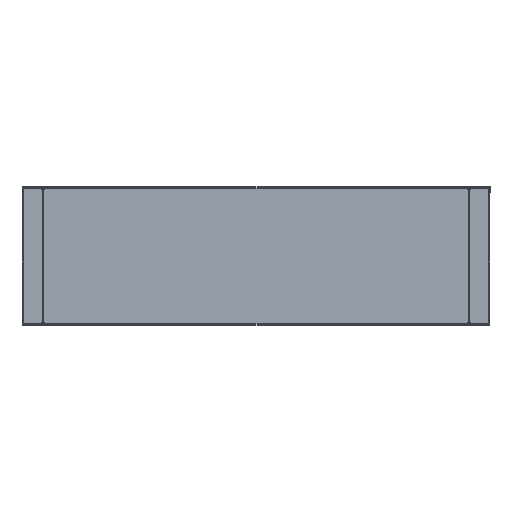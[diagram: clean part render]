
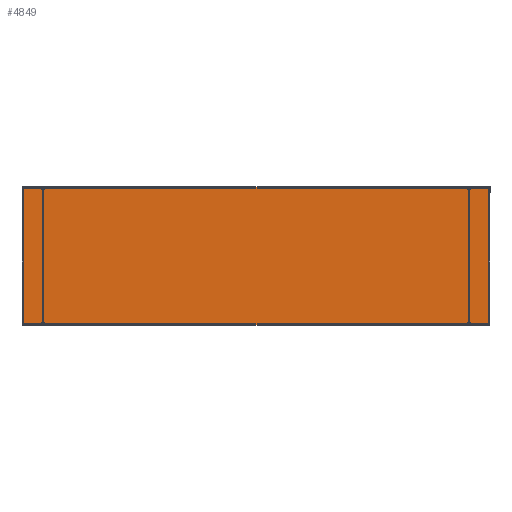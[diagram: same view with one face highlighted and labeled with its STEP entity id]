
A CAD part, top view. The second image highlights one B-rep face of the part: STEP entity #4849.
In plain terms, the highlighted face is planar.
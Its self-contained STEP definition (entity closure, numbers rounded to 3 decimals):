
#789 = DIRECTION ( 'NONE',  ( 1., 0., 0. ) ) ;
#1387 = LINE ( 'NONE', #6061, #25515 ) ;
#3417 = CARTESIAN_POINT ( 'NONE',  ( 49.7, -10., 335. ) ) ;
#3791 = ORIENTED_EDGE ( 'NONE', *, *, #7051, .F. ) ;
#4471 = AXIS2_PLACEMENT_3D ( 'NONE', #6196, #19202, #23446 ) ;
#4521 = ORIENTED_EDGE ( 'NONE', *, *, #13590, .F. ) ;
#4849 = ADVANCED_FACE ( 'NONE', ( #23573 ), #8596, .F. ) ;
#6061 = CARTESIAN_POINT ( 'NONE',  ( -49.7, -10., 335. ) ) ;
#6196 = CARTESIAN_POINT ( 'NONE',  ( 49.7, -10., 335. ) ) ;
#7022 = LINE ( 'NONE', #19910, #19897 ) ;
#7051 = EDGE_CURVE ( 'NONE', #11736, #15304, #17490, .T. ) ;
#8596 = PLANE ( 'NONE',  #4471 ) ;
#8611 = VERTEX_POINT ( 'NONE', #10686 ) ;
#10686 = CARTESIAN_POINT ( 'NONE',  ( -49.7, -10., 0. ) ) ;
#11736 = VERTEX_POINT ( 'NONE', #3417 ) ;
#12265 = CARTESIAN_POINT ( 'NONE',  ( -49.7, -10., 335. ) ) ;
#13575 = EDGE_LOOP ( 'NONE', ( #19078, #3791, #4521, #18490 ) ) ;
#13590 = EDGE_CURVE ( 'NONE', #26620, #11736, #16398, .T. ) ;
#14950 = CARTESIAN_POINT ( 'NONE',  ( 49.7, -10., 335. ) ) ;
#14990 = DIRECTION ( 'NONE',  ( 1., 0., 0. ) ) ;
#15304 = VERTEX_POINT ( 'NONE', #23433 ) ;
#15980 = CARTESIAN_POINT ( 'NONE',  ( 49.7, -10., 335. ) ) ;
#16019 = EDGE_CURVE ( 'NONE', #26620, #8611, #1387, .T. ) ;
#16398 = LINE ( 'NONE', #15980, #27835 ) ;
#17490 = LINE ( 'NONE', #14950, #21074 ) ;
#18490 = ORIENTED_EDGE ( 'NONE', *, *, #16019, .T. ) ;
#19078 = ORIENTED_EDGE ( 'NONE', *, *, #27600, .T. ) ;
#19202 = DIRECTION ( 'NONE',  ( 0., 1., 0. ) ) ;
#19897 = VECTOR ( 'NONE', #789, 1000. ) ;
#19910 = CARTESIAN_POINT ( 'NONE',  ( 49.7, -10., 0. ) ) ;
#21074 = VECTOR ( 'NONE', #23561, 1000. ) ;
#23433 = CARTESIAN_POINT ( 'NONE',  ( 49.7, -10., 0. ) ) ;
#23446 = DIRECTION ( 'NONE',  ( 0., 0., 1. ) ) ;
#23561 = DIRECTION ( 'NONE',  ( 0., 0., -1. ) ) ;
#23573 = FACE_OUTER_BOUND ( 'NONE', #13575, .T. ) ;
#25515 = VECTOR ( 'NONE', #27148, 1000. ) ;
#26620 = VERTEX_POINT ( 'NONE', #12265 ) ;
#27148 = DIRECTION ( 'NONE',  ( 0., 0., -1. ) ) ;
#27600 = EDGE_CURVE ( 'NONE', #8611, #15304, #7022, .T. ) ;
#27835 = VECTOR ( 'NONE', #14990, 1000. ) ;
